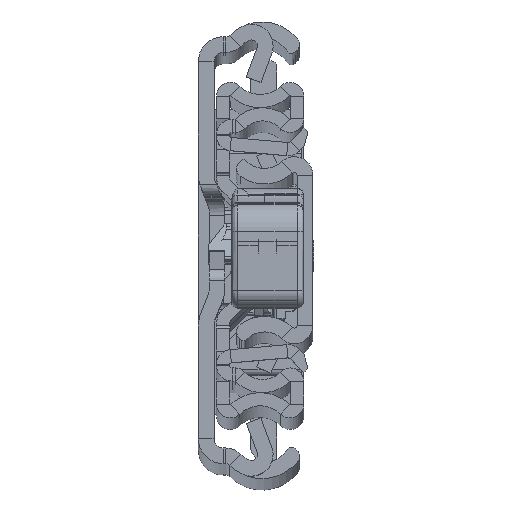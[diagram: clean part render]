
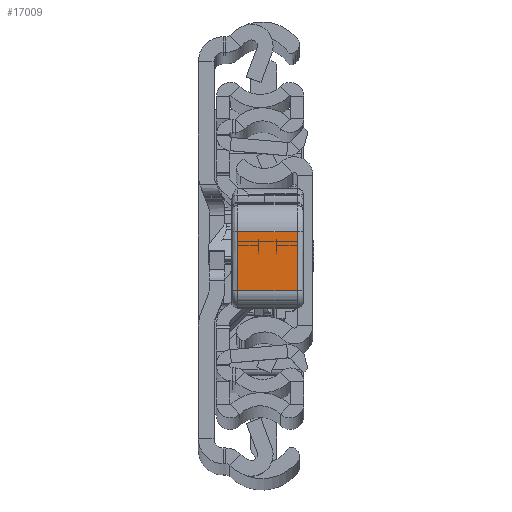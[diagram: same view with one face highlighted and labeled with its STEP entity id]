
A CAD part, top view. The second image highlights one B-rep face of the part: STEP entity #17009.
In plain terms, the highlighted face is planar.
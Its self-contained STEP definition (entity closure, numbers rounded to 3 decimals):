
#516 = EDGE_CURVE ( 'NONE', #26842, #2796, #14866, .T. ) ;
#531 = ORIENTED_EDGE ( 'NONE', *, *, #6011, .T. ) ;
#2796 = VERTEX_POINT ( 'NONE', #29140 ) ;
#3358 = ORIENTED_EDGE ( 'NONE', *, *, #17940, .T. ) ;
#3616 = CARTESIAN_POINT ( 'NONE',  ( 39.818, -2.465, 11. ) ) ;
#4537 = CARTESIAN_POINT ( 'NONE',  ( 39.55, -12.274, 11. ) ) ;
#6011 = EDGE_CURVE ( 'NONE', #22780, #11144, #31714, .T. ) ;
#6609 = CARTESIAN_POINT ( 'NONE',  ( 39.55, -12.274, 0. ) ) ;
#6941 = DIRECTION ( 'NONE',  ( 0.027, 1., 0. ) ) ;
#8132 = EDGE_CURVE ( 'NONE', #2796, #22780, #26498, .T. ) ;
#8337 = CARTESIAN_POINT ( 'NONE',  ( 39.55, -12.274, 10. ) ) ;
#10567 = VECTOR ( 'NONE', #11424, 1000. ) ;
#11085 = ORIENTED_EDGE ( 'NONE', *, *, #8132, .T. ) ;
#11144 = VERTEX_POINT ( 'NONE', #14342 ) ;
#11424 = DIRECTION ( 'NONE',  ( 0., 0., 1. ) ) ;
#13812 = VECTOR ( 'NONE', #16927, 1000. ) ;
#14003 = VECTOR ( 'NONE', #6941, 1000. ) ;
#14342 = CARTESIAN_POINT ( 'NONE',  ( 39.55, -12.274, 10. ) ) ;
#14866 = LINE ( 'NONE', #6609, #14003 ) ;
#16927 = DIRECTION ( 'NONE',  ( -0.027, -1., 0. ) ) ;
#17009 = ADVANCED_FACE ( 'NONE', ( #17416 ), #27740, .F. ) ;
#17416 = FACE_OUTER_BOUND ( 'NONE', #20414, .T. ) ;
#17940 = EDGE_CURVE ( 'NONE', #11144, #26842, #18742, .T. ) ;
#17999 = AXIS2_PLACEMENT_3D ( 'NONE', #4537, #25186, #22662 ) ;
#18742 = LINE ( 'NONE', #23475, #24473 ) ;
#19693 = CARTESIAN_POINT ( 'NONE',  ( 39.55, -12.274, 0. ) ) ;
#19955 = CARTESIAN_POINT ( 'NONE',  ( 39.818, -2.465, 10. ) ) ;
#20414 = EDGE_LOOP ( 'NONE', ( #3358, #27662, #11085, #531 ) ) ;
#22662 = DIRECTION ( 'NONE',  ( -0.027, -1., 0. ) ) ;
#22780 = VERTEX_POINT ( 'NONE', #19955 ) ;
#23475 = CARTESIAN_POINT ( 'NONE',  ( 39.55, -12.274, 11. ) ) ;
#24473 = VECTOR ( 'NONE', #31801, 1000. ) ;
#25186 = DIRECTION ( 'NONE',  ( -1., 0.027, 0. ) ) ;
#26498 = LINE ( 'NONE', #3616, #10567 ) ;
#26842 = VERTEX_POINT ( 'NONE', #19693 ) ;
#27662 = ORIENTED_EDGE ( 'NONE', *, *, #516, .T. ) ;
#27740 = PLANE ( 'NONE',  #17999 ) ;
#29140 = CARTESIAN_POINT ( 'NONE',  ( 39.818, -2.465, 0. ) ) ;
#31714 = LINE ( 'NONE', #8337, #13812 ) ;
#31801 = DIRECTION ( 'NONE',  ( 0., 0., -1. ) ) ;
